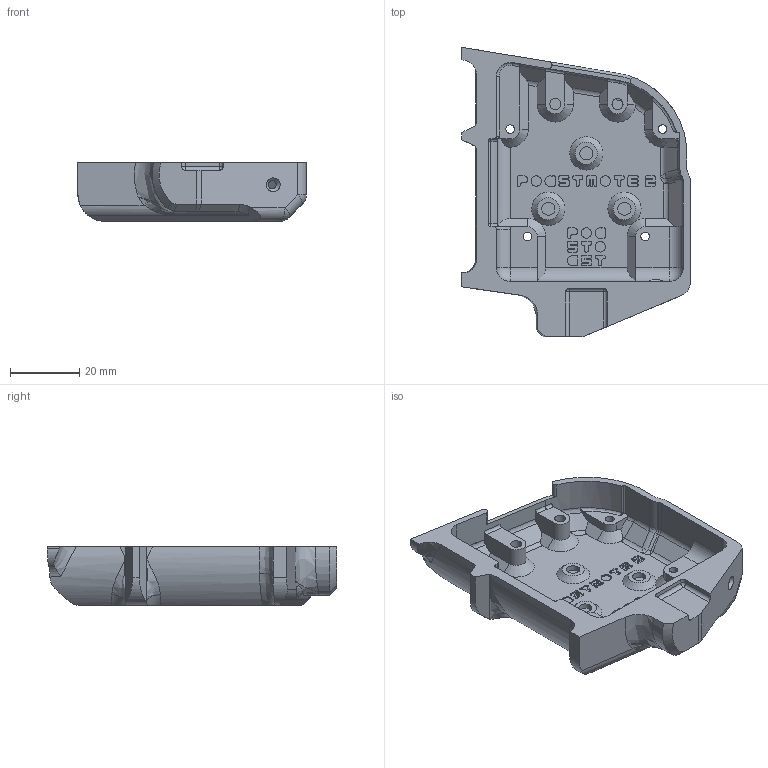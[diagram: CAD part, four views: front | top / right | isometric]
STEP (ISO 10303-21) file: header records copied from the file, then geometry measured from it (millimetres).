
FILE_DESCRIPTION(('HOOPS Exchange Step'),'2;1');
FILE_NAME('temp_export','2021-04-01T04:29:08-04:00',('poastoast'),('Shapr3D Limited'),'HOOPS Exchange 2020.2','Shapr3D','Authorized');
FILE_SCHEMA( ('AP203_CONFIGURATION_CONTROLLED_3D_DESIGN_OF_MECHANICAL_PARTS_AND_ASSEMBLIES_MIM_LF') );
Length unit declared in the file: millimetre
Products named in the file (4): 0; CE09673A-7EDE-43CE-9F38-210A9958A674.tmp
Assembly tree (3 placements, depth 2):
  CE09673A-7EDE-43CE-9F38-210A9958A674.tmp
    0
    0
    0
Bounding box: 66 x 83.67 x 17 mm (x, y, z)
Volume: 26011.6 mm3; surface area: 15761.5 mm2
Topology: 1 solids, 1 shells, 515 faces, 1410 edges, 911 vertices
Faces by surface type: cylinder 238, plane 217, bspline 17, cone 16, torus 15, sphere 12
Full cylindrical faces by diameter (mm): 2.4 x1, 2.5 x4, 3 x4, 3.2 x2, 3.8 x3, 5.6 x3
Entity records: 21881 total; most frequent: CARTESIAN_POINT 8503, DIRECTION 2860, ORIENTED_EDGE 2794, EDGE_CURVE 1397, AXIS2_PLACEMENT_3D 1048, VERTEX_POINT 911, VECTOR 764, LINE 764
